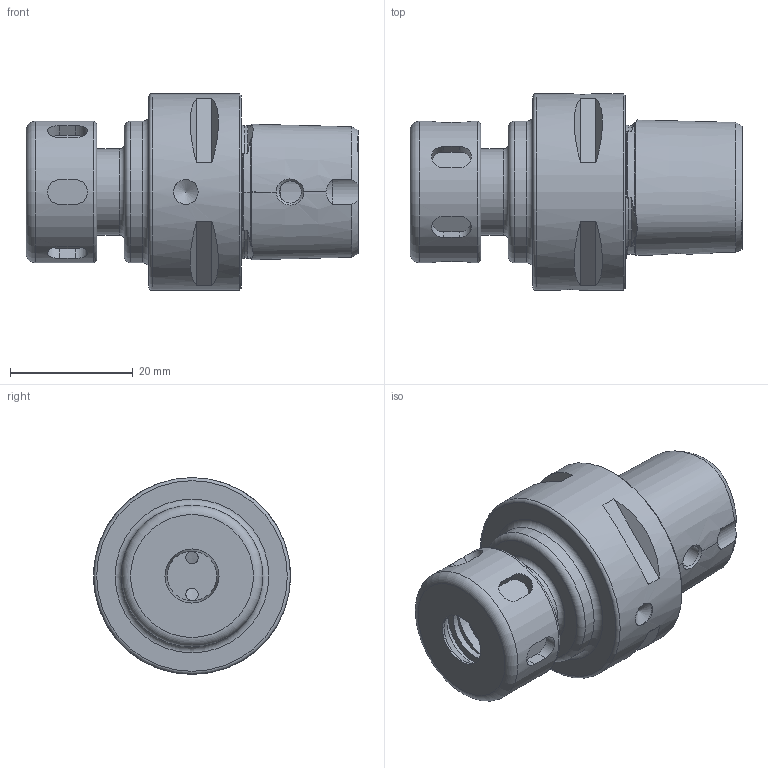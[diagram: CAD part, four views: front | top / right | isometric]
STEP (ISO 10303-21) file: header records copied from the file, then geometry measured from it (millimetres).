
FILE_DESCRIPTION((''),'2;1');
FILE_NAME('670000307035-3D.stp','2021-01-28T08:52:33',('nttooll'),(''),'Autodesk Inventor 2012','Autodesk Inventor 2012','');
FILE_SCHEMA(('AUTOMOTIVE_DESIGN { 1 0 10303 214 1 1 1 1 }'));
Length unit declared in the file: millimetre
Products named in the file (1): 670000307035-3D
Bounding box: 54 x 32 x 32 mm (x, y, z)
Volume: 19444.4 mm3; surface area: 8955.5 mm2
Topology: 1 solids, 2 shells, 145 faces, 317 edges, 201 vertices
Faces by surface type: plane 54, cylinder 42, cone 23, bspline 16, torus 10
Full cylindrical faces by diameter (mm): 2 x2, 3.6 x1, 4 x2, 8.5 x1, 8.79 x1, 9.5 x1, 9.7 x1, 12 x2, 12.1 x1, 12.5 x1, 14 x2, 15 x2, 16.5 x1, 17 x1, 23 x2, 32 x1
Entity records: 7228 total; most frequent: CARTESIAN_POINT 4312, DIRECTION 538, ORIENTED_EDGE 516, EDGE_CURVE 258, AXIS2_PLACEMENT_3D 228, EDGE_LOOP 223, VERTEX_POINT 191, FACE_OUTER_BOUND 143
